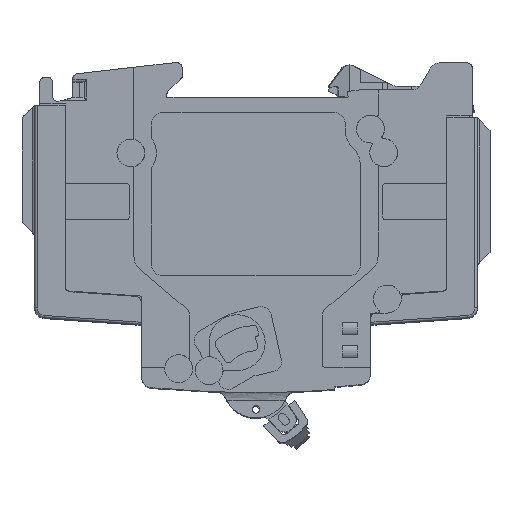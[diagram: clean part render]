
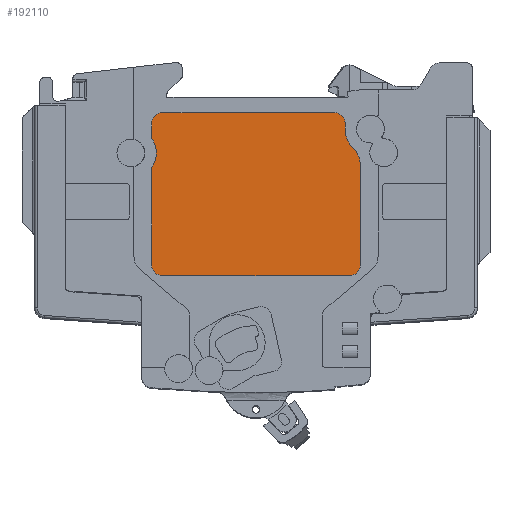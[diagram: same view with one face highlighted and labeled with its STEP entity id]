
A CAD part, top view. The second image highlights one B-rep face of the part: STEP entity #192110.
In plain terms, the highlighted planar face has unit normal (0, 0, 1).
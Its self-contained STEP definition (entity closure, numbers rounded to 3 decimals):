
#57203=DIRECTION('',(-1.,0.,0.));
#57204=VECTOR('',#57203,34.);
#57205=CARTESIAN_POINT('',(15.5,-3.,60.825));
#57206=LINE('',#57205,#57204);
#57207=CARTESIAN_POINT('',(15.5,-5.,60.825));
#57208=DIRECTION('',(0.,0.,1.));
#57209=DIRECTION('',(1.,0.,0.));
#57210=AXIS2_PLACEMENT_3D('',#57207,#57208,#57209);
#57212=DIRECTION('',(0.,1.,0.));
#57213=VECTOR('',#57212,1.2);
#57214=CARTESIAN_POINT('',(17.5,-6.2,60.825));
#57215=LINE('',#57214,#57213);
#57216=CARTESIAN_POINT('',(22.5,-6.2,60.825));
#57217=DIRECTION('',(0.,0.,-1.));
#57218=DIRECTION('',(-0.7,-0.714,0.));
#57219=AXIS2_PLACEMENT_3D('',#57216,#57217,#57218);
#57221=CARTESIAN_POINT('',(15.5,-13.341,60.825));
#57222=DIRECTION('',(0.,0.,1.));
#57223=DIRECTION('',(1.,0.,0.));
#57224=AXIS2_PLACEMENT_3D('',#57221,#57222,#57223);
#57226=DIRECTION('',(0.,1.,0.));
#57227=VECTOR('',#57226,19.659);
#57228=CARTESIAN_POINT('',(20.5,-33.,60.825));
#57229=LINE('',#57228,#57227);
#57230=CARTESIAN_POINT('',(18.5,-33.,60.825));
#57231=DIRECTION('',(0.,0.,1.));
#57232=DIRECTION('',(0.,-1.,0.));
#57233=AXIS2_PLACEMENT_3D('',#57230,#57231,#57232);
#57235=DIRECTION('',(1.,0.,0.));
#57236=VECTOR('',#57235,37.);
#57237=CARTESIAN_POINT('',(-18.5,-35.,60.825));
#57238=LINE('',#57237,#57236);
#57239=CARTESIAN_POINT('',(-18.5,-33.,60.825));
#57240=DIRECTION('',(0.,0.,1.));
#57241=DIRECTION('',(-1.,0.,0.));
#57242=AXIS2_PLACEMENT_3D('',#57239,#57240,#57241);
#57244=DIRECTION('',(0.,-1.,0.));
#57245=VECTOR('',#57244,19.238);
#57246=CARTESIAN_POINT('',(-20.5,-13.762,60.825));
#57247=LINE('',#57246,#57245);
#57248=CARTESIAN_POINT('',(-24.6,-10.9,60.825));
#57249=DIRECTION('',(0.,0.,-1.));
#57250=DIRECTION('',(0.82,0.572,0.));
#57251=AXIS2_PLACEMENT_3D('',#57248,#57249,#57250);
#57253=DIRECTION('',(0.,-1.,0.));
#57254=VECTOR('',#57253,3.038);
#57255=CARTESIAN_POINT('',(-20.5,-5.,60.825));
#57256=LINE('',#57255,#57254);
#57257=CARTESIAN_POINT('',(-18.5,-5.,60.825));
#57258=DIRECTION('',(0.,0.,1.));
#57259=DIRECTION('',(0.,1.,0.));
#57260=AXIS2_PLACEMENT_3D('',#57257,#57258,#57259);
#79669=CARTESIAN_POINT('',(15.5,-3.,60.825));
#79670=CARTESIAN_POINT('',(-18.5,-3.,60.825));
#79671=VERTEX_POINT('',#79669);
#79672=VERTEX_POINT('',#79670);
#79673=CARTESIAN_POINT('',(-20.5,-5.,60.825));
#79674=VERTEX_POINT('',#79673);
#79675=CARTESIAN_POINT('',(-20.5,-8.038,60.825));
#79676=VERTEX_POINT('',#79675);
#79677=CARTESIAN_POINT('',(-20.5,-13.762,60.825));
#79678=VERTEX_POINT('',#79677);
#79679=CARTESIAN_POINT('',(-20.5,-33.,60.825));
#79680=VERTEX_POINT('',#79679);
#79681=CARTESIAN_POINT('',(-18.5,-35.,60.825));
#79682=VERTEX_POINT('',#79681);
#79683=CARTESIAN_POINT('',(18.5,-35.,60.825));
#79684=VERTEX_POINT('',#79683);
#79685=CARTESIAN_POINT('',(20.5,-33.,60.825));
#79686=VERTEX_POINT('',#79685);
#79687=CARTESIAN_POINT('',(20.5,-13.341,60.825));
#79688=VERTEX_POINT('',#79687);
#79689=CARTESIAN_POINT('',(19.,-9.771,60.825));
#79690=VERTEX_POINT('',#79689);
#79691=CARTESIAN_POINT('',(17.5,-6.2,60.825));
#79692=VERTEX_POINT('',#79691);
#79693=CARTESIAN_POINT('',(17.5,-5.,60.825));
#79694=VERTEX_POINT('',#79693);
#192090=CARTESIAN_POINT('',(27.5,0.,60.825));
#192091=DIRECTION('',(0.,0.,1.));
#192092=DIRECTION('',(-1.,0.,0.));
#192093=AXIS2_PLACEMENT_3D('',#192090,#192091,#192092);
#192094=PLANE('',#192093);
#192095=ORIENTED_EDGE('',*,*,#191825,.F.);
#192096=ORIENTED_EDGE('',*,*,#191847,.F.);
#192097=ORIENTED_EDGE('',*,*,#191868,.F.);
#192098=ORIENTED_EDGE('',*,*,#191889,.F.);
#192099=ORIENTED_EDGE('',*,*,#191910,.F.);
#192100=ORIENTED_EDGE('',*,*,#191931,.F.);
#192101=ORIENTED_EDGE('',*,*,#191952,.F.);
#192102=ORIENTED_EDGE('',*,*,#191973,.F.);
#192103=ORIENTED_EDGE('',*,*,#191994,.F.);
#192104=ORIENTED_EDGE('',*,*,#192015,.F.);
#192105=ORIENTED_EDGE('',*,*,#192036,.F.);
#192106=ORIENTED_EDGE('',*,*,#192057,.F.);
#192107=ORIENTED_EDGE('',*,*,#192077,.F.);
#192108=EDGE_LOOP('',(#192095,#192096,#192097,#192098,#192099,#192100,#192101,
#192102,#192103,#192104,#192105,#192106,#192107));
#192109=FACE_OUTER_BOUND('',#192108,.F.);
#192110=ADVANCED_FACE('',(#192109),#192094,.T.);
#57211=CIRCLE('',#57210,2.);
#57220=CIRCLE('',#57219,5.);
#57225=CIRCLE('',#57224,5.);
#57234=CIRCLE('',#57233,2.);
#57243=CIRCLE('',#57242,2.);
#57252=CIRCLE('',#57251,5.);
#57261=CIRCLE('',#57260,2.);
#191825=EDGE_CURVE('',#79671,#79672,#57206,.T.);
#191847=EDGE_CURVE('',#79694,#79671,#57211,.T.);
#191868=EDGE_CURVE('',#79692,#79694,#57215,.T.);
#191889=EDGE_CURVE('',#79690,#79692,#57220,.T.);
#191910=EDGE_CURVE('',#79688,#79690,#57225,.T.);
#191931=EDGE_CURVE('',#79686,#79688,#57229,.T.);
#191952=EDGE_CURVE('',#79684,#79686,#57234,.T.);
#191973=EDGE_CURVE('',#79682,#79684,#57238,.T.);
#191994=EDGE_CURVE('',#79680,#79682,#57243,.T.);
#192015=EDGE_CURVE('',#79678,#79680,#57247,.T.);
#192036=EDGE_CURVE('',#79676,#79678,#57252,.T.);
#192057=EDGE_CURVE('',#79674,#79676,#57256,.T.);
#192077=EDGE_CURVE('',#79672,#79674,#57261,.T.);
